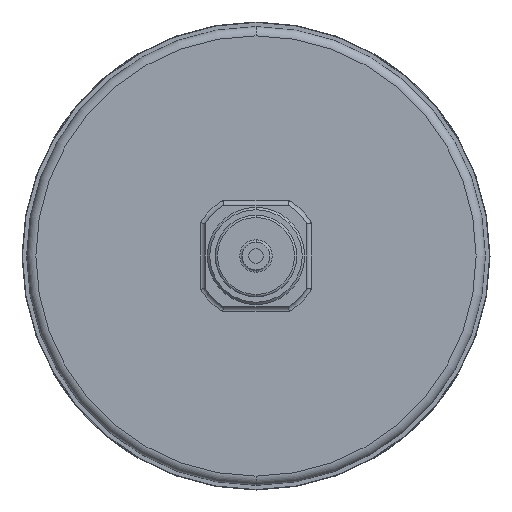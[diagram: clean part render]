
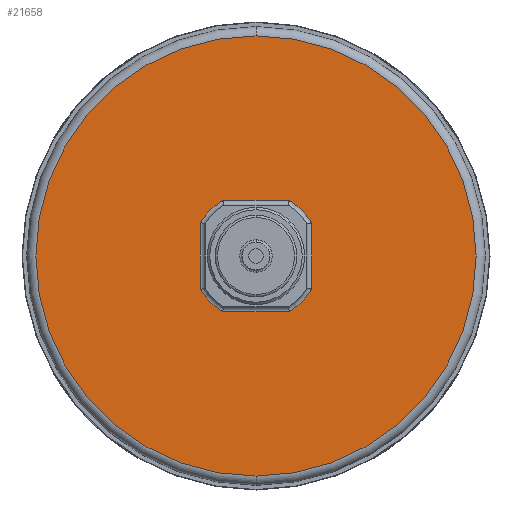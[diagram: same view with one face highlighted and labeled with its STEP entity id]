
A CAD part, front view. The second image highlights one B-rep face of the part: STEP entity #21658.
In plain terms, the highlighted planar face has unit normal (0, -1, 0).
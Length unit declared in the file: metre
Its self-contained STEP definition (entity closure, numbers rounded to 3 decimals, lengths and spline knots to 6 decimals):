
#584 = AXIS2_PLACEMENT_3D ( 'NONE', #11024, #14562, #27263 ) ;
#2775 = CARTESIAN_POINT ( 'NONE',  ( -0.017642, -0.051363, 0.0535 ) ) ;
#2960 = DIRECTION ( 'NONE',  ( 0., 0., 1. ) ) ;
#4053 = AXIS2_PLACEMENT_3D ( 'NONE', #30632, #40308, #16865 ) ;
#4401 = CARTESIAN_POINT ( 'NONE',  ( -0.017642, -0.051363, 0.113 ) ) ;
#4764 = CARTESIAN_POINT ( 'NONE',  ( -0.010431, -0.051363, 0.113 ) ) ;
#5164 = CARTESIAN_POINT ( 'NONE',  ( -0.024853, -0.051363, 0.089 ) ) ;
#6710 = EDGE_CURVE ( 'NONE', #25381, #22091, #17709, .T. ) ;
#6926 = EDGE_CURVE ( 'NONE', #16241, #20253, #27316, .T. ) ;
#7521 = FACE_OUTER_BOUND ( 'NONE', #11473, .T. ) ;
#7766 = CARTESIAN_POINT ( 'NONE',  ( -0.029642, -0.051363, 0.108211 ) ) ;
#8680 = DIRECTION ( 'NONE',  ( 0., 1., 0. ) ) ;
#9753 = CARTESIAN_POINT ( 'NONE',  ( -0.017642, -0.051363, 0.1485 ) ) ;
#10246 = DIRECTION ( 'NONE',  ( 0., 1., 0. ) ) ;
#10505 = ORIENTED_EDGE ( 'NONE', *, *, #38304, .T. ) ;
#10613 = EDGE_CURVE ( 'NONE', #16892, #25381, #24166, .T. ) ;
#11024 = CARTESIAN_POINT ( 'NONE',  ( -0.017642, -0.051363, 0.101 ) ) ;
#11042 = ORIENTED_EDGE ( 'NONE', *, *, #40831, .T. ) ;
#11161 = EDGE_CURVE ( 'NONE', #29946, #13895, #12908, .T. ) ;
#11261 = DIRECTION ( 'NONE',  ( 0., 0., -1. ) ) ;
#11473 = EDGE_LOOP ( 'NONE', ( #32553, #14643 ) ) ;
#11621 = DIRECTION ( 'NONE',  ( 0., 0., -1. ) ) ;
#11832 = CARTESIAN_POINT ( 'NONE',  ( -0.005642, -0.051363, 0.101 ) ) ;
#12317 = CARTESIAN_POINT ( 'NONE',  ( -0.005642, -0.051363, 0.093789 ) ) ;
#12482 = CIRCLE ( 'NONE', #43290, 0.014 ) ;
#12643 = DIRECTION ( 'NONE',  ( 0., 1., 0. ) ) ;
#12908 = CIRCLE ( 'NONE', #41606, 0.0475 ) ;
#13356 = ORIENTED_EDGE ( 'NONE', *, *, #6710, .T. ) ;
#13498 = AXIS2_PLACEMENT_3D ( 'NONE', #17440, #18074, #11261 ) ;
#13749 = EDGE_CURVE ( 'NONE', #26341, #26198, #22273, .T. ) ;
#13895 = VERTEX_POINT ( 'NONE', #9753 ) ;
#14562 = DIRECTION ( 'NONE',  ( 0., -1., 0. ) ) ;
#14643 = ORIENTED_EDGE ( 'NONE', *, *, #11161, .F. ) ;
#14677 = AXIS2_PLACEMENT_3D ( 'NONE', #21245, #8680, #28628 ) ;
#16170 = CARTESIAN_POINT ( 'NONE',  ( -0.017642, -0.051363, 0.089 ) ) ;
#16241 = VERTEX_POINT ( 'NONE', #28184 ) ;
#16865 = DIRECTION ( 'NONE',  ( 0., 0., -1. ) ) ;
#16892 = VERTEX_POINT ( 'NONE', #24262 ) ;
#17440 = CARTESIAN_POINT ( 'NONE',  ( -0.017642, -0.051363, 0.101 ) ) ;
#17709 = CIRCLE ( 'NONE', #13498, 0.014 ) ;
#18074 = DIRECTION ( 'NONE',  ( 0., 1., 0. ) ) ;
#18781 = VERTEX_POINT ( 'NONE', #12317 ) ;
#18899 = ORIENTED_EDGE ( 'NONE', *, *, #13749, .T. ) ;
#19168 = EDGE_LOOP ( 'NONE', ( #10505, #11042, #18899, #26735, #23748, #28421, #32863, #13356 ) ) ;
#20173 = CIRCLE ( 'NONE', #4053, 0.014 ) ;
#20253 = VERTEX_POINT ( 'NONE', #7766 ) ;
#20690 = PLANE ( 'NONE',  #584 ) ;
#20987 = CARTESIAN_POINT ( 'NONE',  ( -0.017642, -0.051363, 0.101 ) ) ;
#21188 = CARTESIAN_POINT ( 'NONE',  ( -0.029642, -0.051363, 0.101 ) ) ;
#21245 = CARTESIAN_POINT ( 'NONE',  ( -0.017642, -0.051363, 0.101 ) ) ;
#21658 = ADVANCED_FACE ( 'NONE', ( #37364, #7521 ), #20690, .T. ) ;
#22091 = VERTEX_POINT ( 'NONE', #26002 ) ;
#22273 = LINE ( 'NONE', #16170, #28905 ) ;
#22496 = DIRECTION ( 'NONE',  ( -1., 0., 0. ) ) ;
#22681 = AXIS2_PLACEMENT_3D ( 'NONE', #20987, #10246, #23629 ) ;
#23164 = DIRECTION ( 'NONE',  ( 0., 0., -1. ) ) ;
#23374 = EDGE_CURVE ( 'NONE', #20253, #16892, #12482, .T. ) ;
#23629 = DIRECTION ( 'NONE',  ( 0., 0., 1. ) ) ;
#23748 = ORIENTED_EDGE ( 'NONE', *, *, #6926, .T. ) ;
#23996 = CARTESIAN_POINT ( 'NONE',  ( -0.017642, -0.051363, 0.101 ) ) ;
#24166 = LINE ( 'NONE', #4401, #28972 ) ;
#24262 = CARTESIAN_POINT ( 'NONE',  ( -0.024853, -0.051363, 0.113 ) ) ;
#25381 = VERTEX_POINT ( 'NONE', #4764 ) ;
#26002 = CARTESIAN_POINT ( 'NONE',  ( -0.005642, -0.051363, 0.108211 ) ) ;
#26198 = VERTEX_POINT ( 'NONE', #5164 ) ;
#26341 = VERTEX_POINT ( 'NONE', #40401 ) ;
#26735 = ORIENTED_EDGE ( 'NONE', *, *, #32624, .T. ) ;
#27178 = EDGE_CURVE ( 'NONE', #13895, #29946, #43012, .T. ) ;
#27263 = DIRECTION ( 'NONE',  ( 0., 0., -1. ) ) ;
#27316 = LINE ( 'NONE', #21188, #37047 ) ;
#27527 = DIRECTION ( 'NONE',  ( 0., 0., 1. ) ) ;
#28184 = CARTESIAN_POINT ( 'NONE',  ( -0.029642, -0.051363, 0.093789 ) ) ;
#28421 = ORIENTED_EDGE ( 'NONE', *, *, #23374, .T. ) ;
#28628 = DIRECTION ( 'NONE',  ( 0., 0., -1. ) ) ;
#28905 = VECTOR ( 'NONE', #22496, 1. ) ;
#28972 = VECTOR ( 'NONE', #37556, 1. ) ;
#29946 = VERTEX_POINT ( 'NONE', #2775 ) ;
#30632 = CARTESIAN_POINT ( 'NONE',  ( -0.017642, -0.051363, 0.101 ) ) ;
#31786 = LINE ( 'NONE', #11832, #33285 ) ;
#32553 = ORIENTED_EDGE ( 'NONE', *, *, #27178, .F. ) ;
#32624 = EDGE_CURVE ( 'NONE', #26198, #16241, #34932, .T. ) ;
#32863 = ORIENTED_EDGE ( 'NONE', *, *, #10613, .T. ) ;
#32997 = DIRECTION ( 'NONE',  ( 0., 1., 0. ) ) ;
#33285 = VECTOR ( 'NONE', #11621, 1. ) ;
#33648 = CARTESIAN_POINT ( 'NONE',  ( -0.017642, -0.051363, 0.101 ) ) ;
#34932 = CIRCLE ( 'NONE', #14677, 0.014 ) ;
#37047 = VECTOR ( 'NONE', #27527, 1. ) ;
#37364 = FACE_BOUND ( 'NONE', #19168, .T. ) ;
#37556 = DIRECTION ( 'NONE',  ( 1., 0., 0. ) ) ;
#38304 = EDGE_CURVE ( 'NONE', #22091, #18781, #31786, .T. ) ;
#40308 = DIRECTION ( 'NONE',  ( 0., 1., 0. ) ) ;
#40401 = CARTESIAN_POINT ( 'NONE',  ( -0.010431, -0.051363, 0.089 ) ) ;
#40831 = EDGE_CURVE ( 'NONE', #18781, #26341, #20173, .T. ) ;
#41606 = AXIS2_PLACEMENT_3D ( 'NONE', #33648, #32997, #2960 ) ;
#43012 = CIRCLE ( 'NONE', #22681, 0.0475 ) ;
#43290 = AXIS2_PLACEMENT_3D ( 'NONE', #23996, #12643, #23164 ) ;
